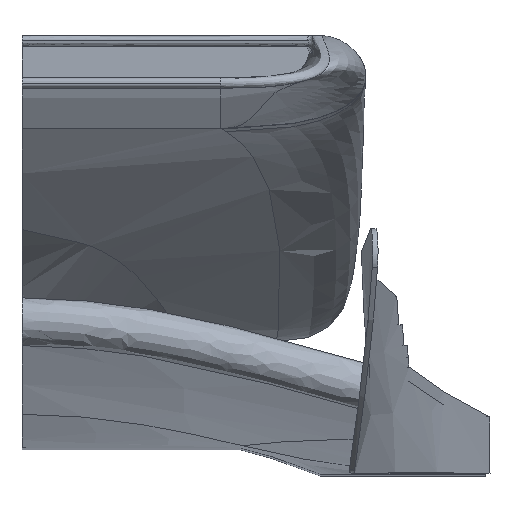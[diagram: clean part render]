
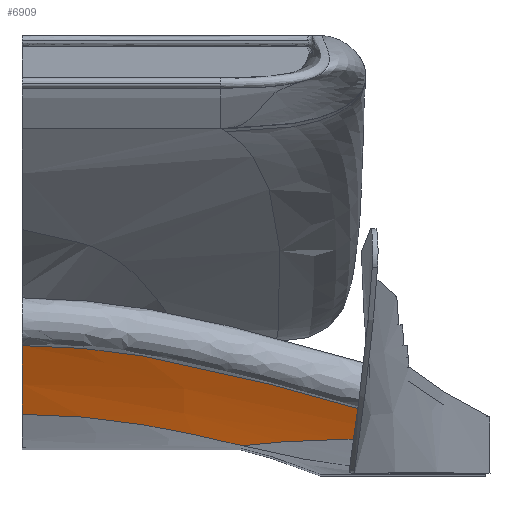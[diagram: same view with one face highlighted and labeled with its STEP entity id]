
A CAD part, top view. The second image highlights one B-rep face of the part: STEP entity #6909.
In plain terms, the highlighted free-form (B-spline) face has degree [3, 3] with [4, 7] control points.
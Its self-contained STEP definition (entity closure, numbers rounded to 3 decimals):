
#6786 = VERTEX_POINT('',#6787);
#6787 = CARTESIAN_POINT('',(203.824,-158.475,
    139.521));
#6836 = EDGE_CURVE('',#6837,#6786,#6839,.T.);
#6837 = VERTEX_POINT('',#6838);
#6838 = CARTESIAN_POINT('',(215.935,-168.385,
    95.901));
#6839 = B_SPLINE_CURVE_WITH_KNOTS('',3,(#6840,#6841,#6842,#6843,#6844,
    #6845),.UNSPECIFIED.,.F.,.F.,(4,2,4),(0.24,0.256,
    0.272),.UNSPECIFIED.);
#6840 = CARTESIAN_POINT('',(215.935,-168.385,
    95.901));
#6841 = CARTESIAN_POINT('',(213.698,-166.787,
    103.107));
#6842 = CARTESIAN_POINT('',(211.566,-165.173,110.346
    ));
#6843 = CARTESIAN_POINT('',(207.524,-161.886,
    124.888));
#6844 = CARTESIAN_POINT('',(205.615,-160.214,
    132.191));
#6845 = CARTESIAN_POINT('',(203.824,-158.475,
    139.521));
#6909 = ADVANCED_FACE('',(#6910),#6975,.T.);
#6910 = FACE_BOUND('',#6911,.T.);
#6911 = EDGE_LOOP('',(#6912,#6923,#6952,#6953,#6968));
#6912 = ORIENTED_EDGE('',*,*,#6913,.T.);
#6913 = EDGE_CURVE('',#6914,#6916,#6918,.T.);
#6914 = VERTEX_POINT('',#6915);
#6915 = CARTESIAN_POINT('',(0.,-155.291,-108.238));
#6916 = VERTEX_POINT('',#6917);
#6917 = CARTESIAN_POINT('',(119.765,-172.316,
    -134.614));
#6918 = B_SPLINE_CURVE_WITH_KNOTS('',3,(#6919,#6920,#6921,#6922),
  .UNSPECIFIED.,.F.,.F.,(4,4),(0.,0.684),
  .PIECEWISE_BEZIER_KNOTS.);
#6919 = CARTESIAN_POINT('',(0.,-155.291,-108.238));
#6920 = CARTESIAN_POINT('',(41.627,-155.291,
    -108.238));
#6921 = CARTESIAN_POINT('',(81.046,-162.641,
    -119.625));
#6922 = CARTESIAN_POINT('',(119.765,-172.316,
    -134.614));
#6923 = ORIENTED_EDGE('',*,*,#6924,.T.);
#6924 = EDGE_CURVE('',#6916,#6837,#6925,.T.);
#6925 = B_SPLINE_CURVE_WITH_KNOTS('',3,(#6926,#6927,#6928,#6929,#6930,
    #6931,#6932,#6933,#6934,#6935,#6936,#6937,#6938,#6939,#6940,#6941,
    #6942,#6943,#6944,#6945,#6946,#6947,#6948,#6949,#6950,#6951),
  .UNSPECIFIED.,.F.,.F.,(4,2,2,2,2,2,2,2,2,2,2,2,4),(0.
    ,0.022,0.044,0.065,
    0.076,0.087,0.109,0.114,
    0.12,0.131,0.152,0.163,
    0.174),.UNSPECIFIED.);
#6926 = CARTESIAN_POINT('',(119.765,-172.316,
    -134.614));
#6927 = CARTESIAN_POINT('',(122.004,-172.092,
    -124.379));
#6928 = CARTESIAN_POINT('',(124.438,-171.845,
    -114.193));
#6929 = CARTESIAN_POINT('',(129.696,-171.343,
    -93.941));
#6930 = CARTESIAN_POINT('',(132.52,-171.087,
    -83.871));
#6931 = CARTESIAN_POINT('',(138.584,-170.592,
    -63.851));
#6932 = CARTESIAN_POINT('',(141.822,-170.353,
    -53.9));
#6933 = CARTESIAN_POINT('',(147.038,-170.025,
    -39.077));
#6934 = CARTESIAN_POINT('',(148.836,-169.921,
    -34.154));
#6935 = CARTESIAN_POINT('',(152.556,-169.727,
    -24.37));
#6936 = CARTESIAN_POINT('',(154.479,-169.637,
    -19.505));
#6937 = CARTESIAN_POINT('',(160.457,-169.395,
    -5.003));
#6938 = CARTESIAN_POINT('',(164.72,-169.27,
    4.544));
#6939 = CARTESIAN_POINT('',(170.507,-169.182,
    16.276));
#6940 = CARTESIAN_POINT('',(171.688,-169.168,
    18.612));
#6941 = CARTESIAN_POINT('',(174.1,-169.148,
    23.262));
#6942 = CARTESIAN_POINT('',(175.321,-169.138,
    25.581));
#6943 = CARTESIAN_POINT('',(179.003,-169.106,
    32.528));
#6944 = CARTESIAN_POINT('',(181.493,-169.081,
    37.141));
#6945 = CARTESIAN_POINT('',(189.07,-168.996,
    50.915));
#6946 = CARTESIAN_POINT('',(194.263,-168.925,
    60.017));
#6947 = CARTESIAN_POINT('',(202.257,-168.774,
    73.551));
#6948 = CARTESIAN_POINT('',(204.955,-168.716,
    78.043));
#6949 = CARTESIAN_POINT('',(210.409,-168.574,
    86.993));
#6950 = CARTESIAN_POINT('',(213.166,-168.491,
    91.452));
#6951 = CARTESIAN_POINT('',(215.935,-168.385,
    95.901));
#6952 = ORIENTED_EDGE('',*,*,#6836,.T.);
#6953 = ORIENTED_EDGE('',*,*,#6954,.F.);
#6954 = EDGE_CURVE('',#6955,#6786,#6957,.T.);
#6955 = VERTEX_POINT('',#6956);
#6956 = CARTESIAN_POINT('',(0.,-118.452,201.526));
#6957 = B_SPLINE_CURVE_WITH_KNOTS('',3,(#6958,#6959,#6960,#6961,#6962,
    #6963,#6964,#6965,#6966,#6967),.UNSPECIFIED.,.F.,.F.,(4,3,3,4),(
    0.,1.,1.12,1.182),.UNSPECIFIED.);
#6958 = CARTESIAN_POINT('',(0.,-118.452,201.526));
#6959 = CARTESIAN_POINT('',(60.893,-118.452,
    201.526));
#6960 = CARTESIAN_POINT('',(117.059,-134.179,
    177.16));
#6961 = CARTESIAN_POINT('',(173.226,-149.907,
    152.795));
#6962 = CARTESIAN_POINT('',(179.952,-151.79,
    149.877));
#6963 = CARTESIAN_POINT('',(186.678,-153.674,
    146.959));
#6964 = CARTESIAN_POINT('',(193.403,-155.557,
    144.042));
#6965 = CARTESIAN_POINT('',(196.877,-156.53,
    142.535));
#6966 = CARTESIAN_POINT('',(200.351,-157.502,
    141.028));
#6967 = CARTESIAN_POINT('',(203.824,-158.475,
    139.521));
#6968 = ORIENTED_EDGE('',*,*,#6969,.T.);
#6969 = EDGE_CURVE('',#6955,#6914,#6970,.T.);
#6970 = B_SPLINE_CURVE_WITH_KNOTS('',3,(#6971,#6972,#6973,#6974),
  .UNSPECIFIED.,.F.,.F.,(4,4),(0.,1.),.PIECEWISE_BEZIER_KNOTS.);
#6971 = CARTESIAN_POINT('',(0.,-118.452,201.526));
#6972 = CARTESIAN_POINT('',(0.,-130.907,135.567));
#6973 = CARTESIAN_POINT('',(0.,-147.768,-1.639));
#6974 = CARTESIAN_POINT('',(0.,-155.291,-108.238));
#6975 = B_SPLINE_SURFACE_WITH_KNOTS('',3,3,(
    (#6976,#6977,#6978,#6979,#6980,#6981,#6982)
    ,(#6983,#6984,#6985,#6986,#6987,#6988,#6989)
    ,(#6990,#6991,#6992,#6993,#6994,#6995,#6996)
    ,(#6997,#6998,#6999,#7000,#7001,#7002,#7003
  )),.UNSPECIFIED.,.F.,.F.,.F.,(4,4),(4,3,4),(0.,1.),(0.,1.,
    1.927),.UNSPECIFIED.);
#6976 = CARTESIAN_POINT('',(0.,-118.452,201.526));
#6977 = CARTESIAN_POINT('',(60.893,-118.452,
    201.526));
#6978 = CARTESIAN_POINT('',(117.059,-134.179,
    177.16));
#6979 = CARTESIAN_POINT('',(173.226,-149.907,
    152.795));
#6980 = CARTESIAN_POINT('',(225.271,-164.48,
    130.217));
#6981 = CARTESIAN_POINT('',(277.315,-179.054,
    107.64));
#6982 = CARTESIAN_POINT('',(329.36,-193.627,
    85.062));
#6983 = CARTESIAN_POINT('',(0.,-130.907,135.567));
#6984 = CARTESIAN_POINT('',(60.893,-130.907,
    135.567));
#6985 = CARTESIAN_POINT('',(117.059,-146.635,
    111.202));
#6986 = CARTESIAN_POINT('',(173.226,-162.363,
    86.836));
#6987 = CARTESIAN_POINT('',(225.271,-176.936,
    64.259));
#6988 = CARTESIAN_POINT('',(277.315,-191.51,
    41.682));
#6989 = CARTESIAN_POINT('',(329.36,-206.083,
    19.104));
#6990 = CARTESIAN_POINT('',(0.,-147.768,-1.639));
#6991 = CARTESIAN_POINT('',(60.893,-147.768,
    -1.639));
#6992 = CARTESIAN_POINT('',(117.059,-163.495,-26.004
    ));
#6993 = CARTESIAN_POINT('',(173.226,-179.223,
    -50.37));
#6994 = CARTESIAN_POINT('',(225.271,-193.796,
    -72.947));
#6995 = CARTESIAN_POINT('',(277.315,-208.37,
    -95.525));
#6996 = CARTESIAN_POINT('',(329.36,-222.943,
    -118.102));
#6997 = CARTESIAN_POINT('',(0.,-155.291,-108.238));
#6998 = CARTESIAN_POINT('',(60.893,-155.291,
    -108.238));
#6999 = CARTESIAN_POINT('',(117.059,-171.019,
    -132.603));
#7000 = CARTESIAN_POINT('',(173.226,-186.746,
    -156.969));
#7001 = CARTESIAN_POINT('',(225.271,-201.32,
    -179.546));
#7002 = CARTESIAN_POINT('',(277.315,-215.893,
    -202.124));
#7003 = CARTESIAN_POINT('',(329.36,-230.467,
    -224.701));
